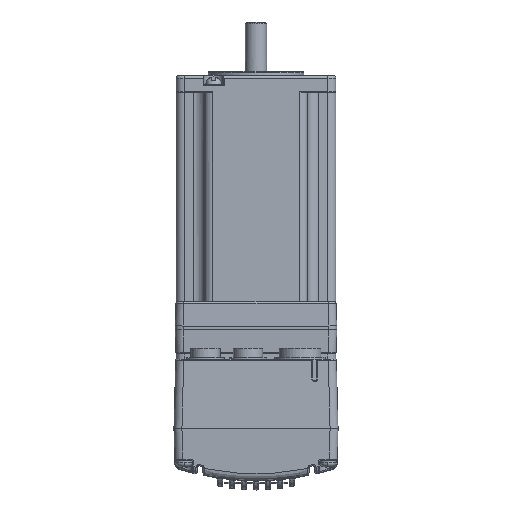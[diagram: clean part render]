
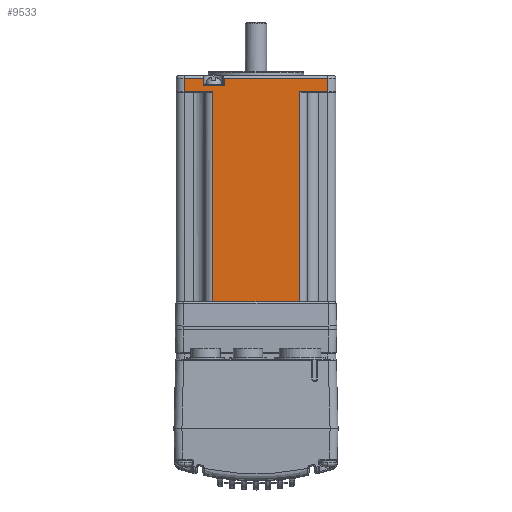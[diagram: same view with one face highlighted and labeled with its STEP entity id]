
A CAD part, top view. The second image highlights one B-rep face of the part: STEP entity #9533.
In plain terms, the highlighted planar face has unit normal (0, 0, 1).
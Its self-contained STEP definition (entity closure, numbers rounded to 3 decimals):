
#9533 = ADVANCED_FACE ( 'NONE', ( #77468 ), #39868, .T. ) ;
#24298 = ORIENTED_EDGE ( 'NONE', *, *, #28966, .T. ) ;
#24310 = ORIENTED_EDGE ( 'NONE', *, *, #28940, .T. ) ;
#24315 = ORIENTED_EDGE ( 'NONE', *, *, #28943, .T. ) ;
#24358 = ORIENTED_EDGE ( 'NONE', *, *, #28941, .T. ) ;
#24367 = ORIENTED_EDGE ( 'NONE', *, *, #28945, .T. ) ;
#24372 = ORIENTED_EDGE ( 'NONE', *, *, #28948, .T. ) ;
#24379 = ORIENTED_EDGE ( 'NONE', *, *, #28933, .T. ) ;
#24564 = ORIENTED_EDGE ( 'NONE', *, *, #94699, .T. ) ;
#24567 = ORIENTED_EDGE ( 'NONE', *, *, #28946, .T. ) ;
#24572 = ORIENTED_EDGE ( 'NONE', *, *, #29006, .T. ) ;
#24576 = ORIENTED_EDGE ( 'NONE', *, *, #28972, .T. ) ;
#24585 = ORIENTED_EDGE ( 'NONE', *, *, #29003, .T. ) ;
#28933 = EDGE_CURVE ( 'NONE', #102146, #102112, #41650, .T. ) ;
#28940 = EDGE_CURVE ( 'NONE', #102709, #103009, #41390, .T. ) ;
#28941 = EDGE_CURVE ( 'NONE', #102504, #102173, #41093, .T. ) ;
#28943 = EDGE_CURVE ( 'NONE', #102112, #102709, #41036, .T. ) ;
#28945 = EDGE_CURVE ( 'NONE', #102506, #102146, #41383, .T. ) ;
#28946 = EDGE_CURVE ( 'NONE', #102256, #101778, #41704, .T. ) ;
#28948 = EDGE_CURVE ( 'NONE', #102173, #102506, #42190, .T. ) ;
#28966 = EDGE_CURVE ( 'NONE', #103009, #102511, #41250, .T. ) ;
#28972 = EDGE_CURVE ( 'NONE', #101778, #102504, #42616, .T. ) ;
#29003 = EDGE_CURVE ( 'NONE', #101977, #102256, #41260, .T. ) ;
#29006 = EDGE_CURVE ( 'NONE', #102437, #101977, #41868, .T. ) ;
#39864 = CARTESIAN_POINT ( 'NONE',  ( 30., -50.882, 30. ) ) ;
#39868 = PLANE ( 'NONE',  #78965 ) ;
#39873 = DIRECTION ( 'NONE',  ( 0., 0., 1. ) ) ;
#39875 = DIRECTION ( 'NONE',  ( 1., 0., 0. ) ) ;
#41036 = LINE ( 'NONE', #67263, #42055 ) ;
#41093 = LINE ( 'NONE', #67254, #41274 ) ;
#41250 = LINE ( 'NONE', #67367, #42624 ) ;
#41260 = LINE ( 'NONE', #67554, #41875 ) ;
#41274 = VECTOR ( 'NONE', #67257, 1000. ) ;
#41280 = VECTOR ( 'NONE', #67278, 1000. ) ;
#41290 = VECTOR ( 'NONE', #67282, 1000. ) ;
#41383 = LINE ( 'NONE', #67274, #41280 ) ;
#41390 = LINE ( 'NONE', #67211, #42524 ) ;
#41650 = LINE ( 'NONE', #67131, #42104 ) ;
#41704 = LINE ( 'NONE', #67279, #41290 ) ;
#41862 = VECTOR ( 'NONE', #67565, 1000. ) ;
#41868 = LINE ( 'NONE', #67536, #41862 ) ;
#41875 = VECTOR ( 'NONE', #67555, 1000. ) ;
#41902 = VECTOR ( 'NONE', #67403, 1000. ) ;
#42055 = VECTOR ( 'NONE', #67266, 1000. ) ;
#42104 = VECTOR ( 'NONE', #67123, 1000. ) ;
#42190 = LINE ( 'NONE', #67289, #42222 ) ;
#42222 = VECTOR ( 'NONE', #67291, 1000. ) ;
#42524 = VECTOR ( 'NONE', #67250, 1000. ) ;
#42616 = LINE ( 'NONE', #67385, #41902 ) ;
#42624 = VECTOR ( 'NONE', #67371, 1000. ) ;
#60939 = DIRECTION ( 'NONE',  ( 0., -1., 0. ) ) ;
#60957 = CARTESIAN_POINT ( 'NONE',  ( -16.3, -50.882, 30. ) ) ;
#67123 = DIRECTION ( 'NONE',  ( 0., 1., 0. ) ) ;
#67131 = CARTESIAN_POINT ( 'NONE',  ( -19.8, -50.882, 30. ) ) ;
#67211 = CARTESIAN_POINT ( 'NONE',  ( -27., -50.882, 30. ) ) ;
#67250 = DIRECTION ( 'NONE',  ( 0., -1., 0. ) ) ;
#67254 = CARTESIAN_POINT ( 'NONE',  ( 30., -51.882, 30. ) ) ;
#67257 = DIRECTION ( 'NONE',  ( -1., 0., 0. ) ) ;
#67263 = CARTESIAN_POINT ( 'NONE',  ( 30., -51.882, 30. ) ) ;
#67266 = DIRECTION ( 'NONE',  ( -1., 0., 0. ) ) ;
#67274 = CARTESIAN_POINT ( 'NONE',  ( 30., -54.582, 30. ) ) ;
#67278 = DIRECTION ( 'NONE',  ( -1., 0., 0. ) ) ;
#67279 = CARTESIAN_POINT ( 'NONE',  ( 30., -56.982, 30. ) ) ;
#67282 = DIRECTION ( 'NONE',  ( 1., 0., 0. ) ) ;
#67289 = CARTESIAN_POINT ( 'NONE',  ( -12., -50.882, 30. ) ) ;
#67291 = DIRECTION ( 'NONE',  ( 0., -1., 0. ) ) ;
#67367 = CARTESIAN_POINT ( 'NONE',  ( 30., -56.982, 30. ) ) ;
#67371 = DIRECTION ( 'NONE',  ( 1., 0., 0. ) ) ;
#67385 = CARTESIAN_POINT ( 'NONE',  ( 27., -50.882, 30. ) ) ;
#67403 = DIRECTION ( 'NONE',  ( 0., 1., 0. ) ) ;
#67536 = CARTESIAN_POINT ( 'NONE',  ( 30., -135.882, 30. ) ) ;
#67554 = CARTESIAN_POINT ( 'NONE',  ( 16.3, -50.882, 30. ) ) ;
#67555 = DIRECTION ( 'NONE',  ( 0., 1., 0. ) ) ;
#67565 = DIRECTION ( 'NONE',  ( 1., 0., 0. ) ) ;
#70866 = EDGE_LOOP ( 'NONE', ( #24564, #24572, #24585, #24567, #24576, #24358, #24372, #24367, #24379, #24315, #24310, #24298 ) ) ;
#77468 = FACE_OUTER_BOUND ( 'NONE', #70866, .T. ) ;
#78965 = AXIS2_PLACEMENT_3D ( 'NONE', #39864, #39873, #39875 ) ;
#94699 = EDGE_CURVE ( 'NONE', #102511, #102437, #113307, .T. ) ;
#101778 = VERTEX_POINT ( 'NONE', #103796 ) ;
#101977 = VERTEX_POINT ( 'NONE', #104146 ) ;
#102112 = VERTEX_POINT ( 'NONE', #104279 ) ;
#102146 = VERTEX_POINT ( 'NONE', #104310 ) ;
#102173 = VERTEX_POINT ( 'NONE', #104321 ) ;
#102256 = VERTEX_POINT ( 'NONE', #104371 ) ;
#102437 = VERTEX_POINT ( 'NONE', #104533 ) ;
#102504 = VERTEX_POINT ( 'NONE', #104615 ) ;
#102506 = VERTEX_POINT ( 'NONE', #104639 ) ;
#102511 = VERTEX_POINT ( 'NONE', #104649 ) ;
#102709 = VERTEX_POINT ( 'NONE', #104738 ) ;
#103009 = VERTEX_POINT ( 'NONE', #105900 ) ;
#103796 = CARTESIAN_POINT ( 'NONE',  ( 27., -56.982, 30. ) ) ;
#104146 = CARTESIAN_POINT ( 'NONE',  ( 16.3, -135.882, 30. ) ) ;
#104279 = CARTESIAN_POINT ( 'NONE',  ( -19.8, -51.882, 30. ) ) ;
#104310 = CARTESIAN_POINT ( 'NONE',  ( -19.8, -54.582, 30. ) ) ;
#104321 = CARTESIAN_POINT ( 'NONE',  ( -12., -51.882, 30. ) ) ;
#104371 = CARTESIAN_POINT ( 'NONE',  ( 16.3, -56.982, 30. ) ) ;
#104533 = CARTESIAN_POINT ( 'NONE',  ( -16.3, -135.882, 30. ) ) ;
#104615 = CARTESIAN_POINT ( 'NONE',  ( 27., -51.882, 30. ) ) ;
#104639 = CARTESIAN_POINT ( 'NONE',  ( -12., -54.582, 30. ) ) ;
#104649 = CARTESIAN_POINT ( 'NONE',  ( -16.3, -56.982, 30. ) ) ;
#104738 = CARTESIAN_POINT ( 'NONE',  ( -27., -51.882, 30. ) ) ;
#105900 = CARTESIAN_POINT ( 'NONE',  ( -27., -56.982, 30. ) ) ;
#113307 = LINE ( 'NONE', #60957, #113309 ) ;
#113309 = VECTOR ( 'NONE', #60939, 1000. ) ;
